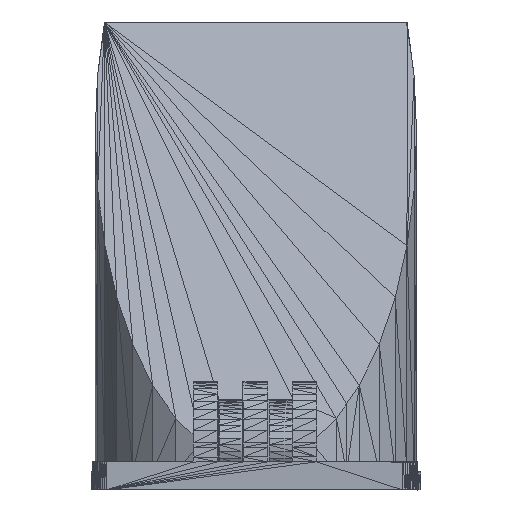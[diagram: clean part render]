
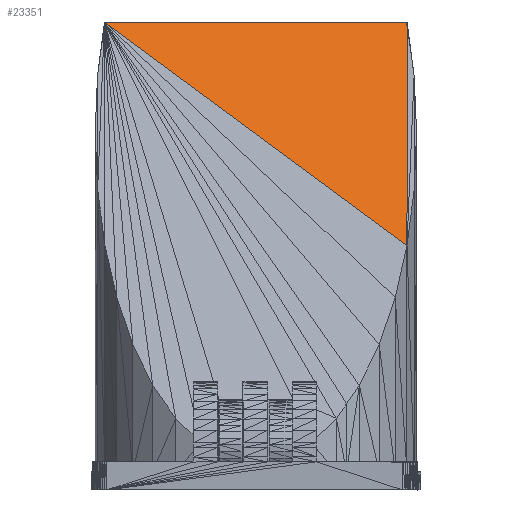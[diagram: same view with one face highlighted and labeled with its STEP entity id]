
A CAD part, left-side view. The second image highlights one B-rep face of the part: STEP entity #23351.
In plain terms, the highlighted planar face has unit normal (-0.899, -0.001, 0.438).
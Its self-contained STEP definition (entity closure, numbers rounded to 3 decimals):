
#115=FACE_OUTER_BOUND('',#2200,.T.);
#2200=EDGE_LOOP('',(#15102,#15103,#15104));
#4356=LINE('',#35120,#7537);
#4357=LINE('',#35121,#7538);
#4358=LINE('',#35122,#7539);
#7537=VECTOR('',#27795,30.128);
#7538=VECTOR('',#27796,36.727);
#7539=VECTOR('',#27797,47.473);
#10578=VERTEX_POINT('',#34921);
#10619=VERTEX_POINT('',#35118);
#10620=VERTEX_POINT('',#35119);
#11794=EDGE_CURVE('',#10619,#10620,#4356,.T.);
#11795=EDGE_CURVE('',#10578,#10620,#4357,.T.);
#11796=EDGE_CURVE('',#10619,#10578,#4358,.T.);
#15102=ORIENTED_EDGE('',*,*,#11794,.T.);
#15103=ORIENTED_EDGE('',*,*,#11795,.F.);
#15104=ORIENTED_EDGE('',*,*,#11796,.F.);
#21266=PLANE('',#25439);
#23351=ADVANCED_FACE('',(#115),#21266,.T.);
#25439=AXIS2_PLACEMENT_3D('',#35117,#27793,#27794);
#27793=DIRECTION('center_axis',(-0.899,-0.001,
0.438));
#27794=DIRECTION('ref_axis',(0.438,0.,0.899));
#27795=DIRECTION('',(0.438,-0.001,0.899));
#27796=DIRECTION('',(0.002,-1.,0.));
#27797=DIRECTION('',(0.277,0.773,0.571));
#34921=CARTESIAN_POINT('',(69.283,37.941,56.76));
#35117=CARTESIAN_POINT('Origin',(56.152,1.23,29.676));
#35118=CARTESIAN_POINT('',(56.152,1.23,29.676));
#35119=CARTESIAN_POINT('',(69.343,1.214,56.763));
#35120=CARTESIAN_POINT('',(56.152,1.23,29.676));
#35121=CARTESIAN_POINT('',(69.283,37.941,56.76));
#35122=CARTESIAN_POINT('',(56.152,1.23,29.676));
